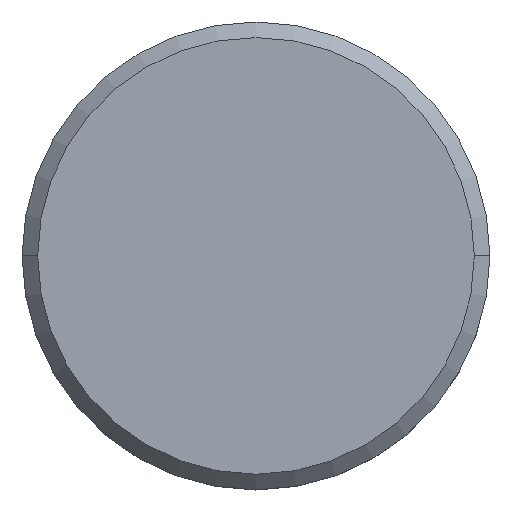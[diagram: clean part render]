
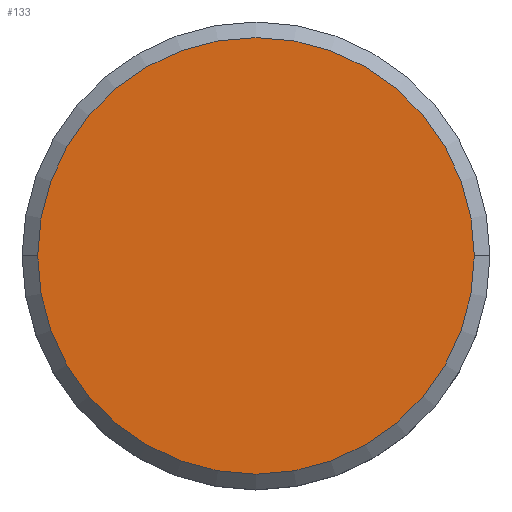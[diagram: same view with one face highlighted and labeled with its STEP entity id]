
A CAD part, top view. The second image highlights one B-rep face of the part: STEP entity #133.
In plain terms, the highlighted planar face has unit normal (0, 0, 1).
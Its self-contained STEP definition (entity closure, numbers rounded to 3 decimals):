
#33 = CARTESIAN_POINT ( 'NONE',  ( 0., 0., 0. ) ) ;
#53 = DIRECTION ( 'NONE',  ( 0., 0., 1. ) ) ;
#92 = EDGE_CURVE ( 'NONE', #354, #181, #346, .T. ) ;
#94 = PLANE ( 'NONE',  #284 ) ;
#104 = CARTESIAN_POINT ( 'NONE',  ( 0., 0., 0. ) ) ;
#122 = DIRECTION ( 'NONE',  ( 0., 0., 1. ) ) ;
#133 = ADVANCED_FACE ( 'NONE', ( #451 ), #94, .T. ) ;
#181 = VERTEX_POINT ( 'NONE', #198 ) ;
#195 = EDGE_CURVE ( 'NONE', #181, #354, #417, .T. ) ;
#198 = CARTESIAN_POINT ( 'NONE',  ( -7., 0., 0. ) ) ;
#212 = AXIS2_PLACEMENT_3D ( 'NONE', #33, #230, #530 ) ;
#230 = DIRECTION ( 'NONE',  ( 0., 0., 1. ) ) ;
#237 = ORIENTED_EDGE ( 'NONE', *, *, #92, .T. ) ;
#284 = AXIS2_PLACEMENT_3D ( 'NONE', #591, #122, #372 ) ;
#337 = EDGE_LOOP ( 'NONE', ( #486, #237 ) ) ;
#346 = CIRCLE ( 'NONE', #212, 7. ) ;
#354 = VERTEX_POINT ( 'NONE', #497 ) ;
#372 = DIRECTION ( 'NONE',  ( 1., 0., 0. ) ) ;
#417 = CIRCLE ( 'NONE', #580, 7. ) ;
#451 = FACE_OUTER_BOUND ( 'NONE', #337, .T. ) ;
#486 = ORIENTED_EDGE ( 'NONE', *, *, #195, .T. ) ;
#497 = CARTESIAN_POINT ( 'NONE',  ( 7., 0., 0. ) ) ;
#506 = DIRECTION ( 'NONE',  ( 1., 0., 0. ) ) ;
#530 = DIRECTION ( 'NONE',  ( 1., 0., 0. ) ) ;
#580 = AXIS2_PLACEMENT_3D ( 'NONE', #104, #53, #506 ) ;
#591 = CARTESIAN_POINT ( 'NONE',  ( 0., 0., 0. ) ) ;
